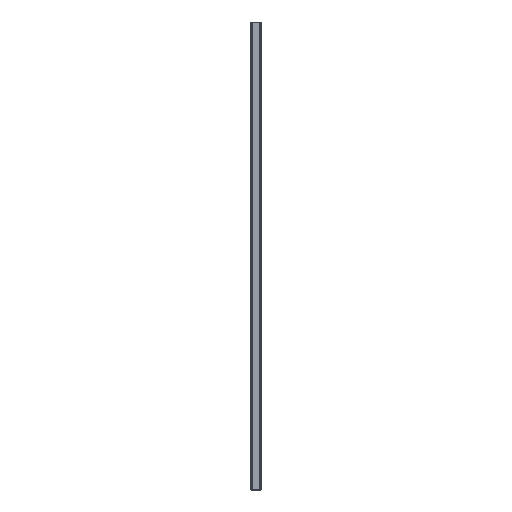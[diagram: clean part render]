
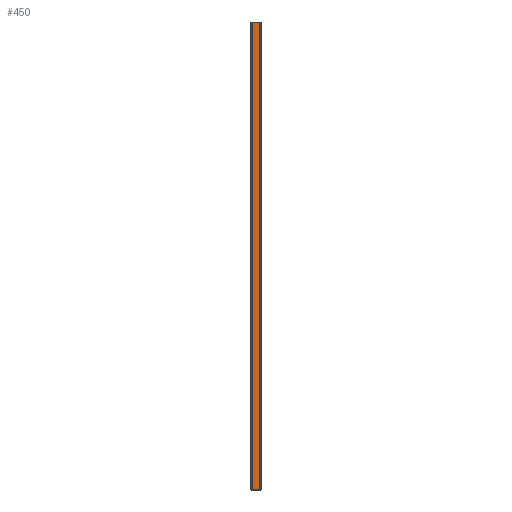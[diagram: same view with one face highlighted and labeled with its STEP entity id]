
A CAD part, top view. The second image highlights one B-rep face of the part: STEP entity #450.
In plain terms, the highlighted planar face has unit normal (0, 0, 1).
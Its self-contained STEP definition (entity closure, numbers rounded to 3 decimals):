
#450=ADVANCED_FACE('',(#923),#924,.T.);
#923=FACE_OUTER_BOUND('',#1423,.T.);
#924=PLANE('',#1424);
#1423=EDGE_LOOP('',(#2750,#2751,#2752,#2753));
#1424=AXIS2_PLACEMENT_3D('',#2754,#2755,#2756);
#2750=ORIENTED_EDGE('',*,*,#3386,.T.);
#2751=ORIENTED_EDGE('',*,*,#3504,.F.);
#2752=ORIENTED_EDGE('',*,*,#3248,.T.);
#2753=ORIENTED_EDGE('',*,*,#3502,.T.);
#2754=CARTESIAN_POINT('',(0.,670.0,15.));
#2755=DIRECTION('',(0.0,0.0,1.0));
#2756=DIRECTION('',(-1.0,0.0,0.0));
#3248=EDGE_CURVE('',#3980,#3978,#3981,.T.);
#3386=EDGE_CURVE('',#4211,#4209,#4212,.T.);
#3502=EDGE_CURVE('',#3978,#4211,#4350,.T.);
#3504=EDGE_CURVE('',#3980,#4209,#4352,.T.);
#3978=VERTEX_POINT('',#4995);
#3980=VERTEX_POINT('',#4998);
#3981=LINE('',#4999,#5000);
#4209=VERTEX_POINT('',#5314);
#4211=VERTEX_POINT('',#5317);
#4212=LINE('',#5318,#5319);
#4350=LINE('',#5491,#5492);
#4352=LINE('',#5494,#5495);
#4995=CARTESIAN_POINT('',(-5.049,670.0,15.));
#4998=CARTESIAN_POINT('',(5.049,670.0,15.));
#4999=CARTESIAN_POINT('',(5.049,670.0,15.));
#5000=VECTOR('',#5845,1.0);
#5314=CARTESIAN_POINT('',(5.049,0.0,15.));
#5317=CARTESIAN_POINT('',(-5.049,0.0,15.));
#5318=CARTESIAN_POINT('',(5.049,0.0,15.));
#5319=VECTOR('',#6011,1.0);
#5491=CARTESIAN_POINT('',(-5.049,670.0,15.));
#5492=VECTOR('',#6151,1.0);
#5494=CARTESIAN_POINT('',(5.049,670.0,15.));
#5495=VECTOR('',#6152,1.0);
#5845=DIRECTION('',(-1.0,0.0,0.0));
#6011=DIRECTION('',(1.0,0.0,0.0));
#6151=DIRECTION('',(0.0,-1.0,0.0));
#6152=DIRECTION('',(0.0,-1.0,0.0));
